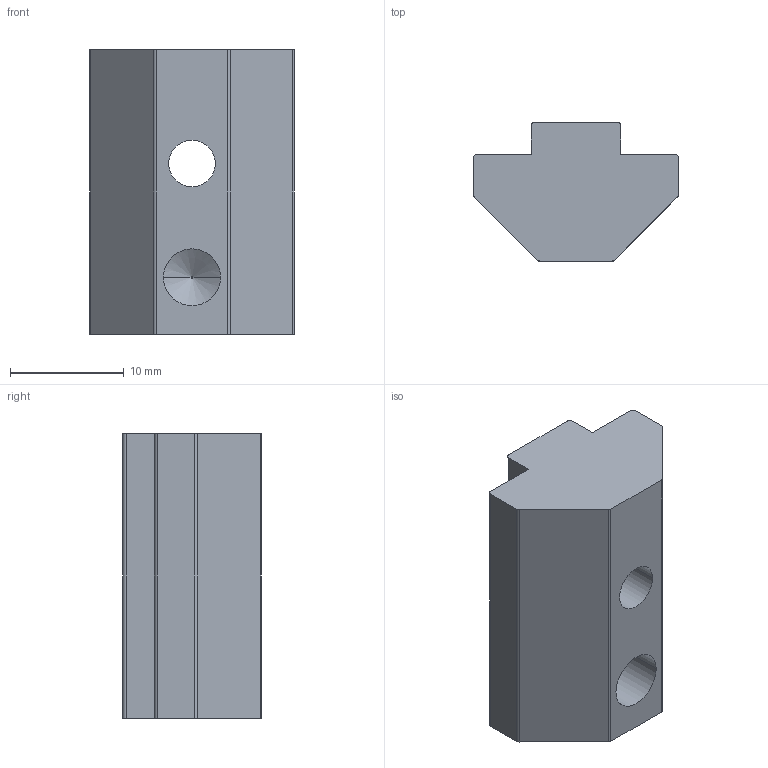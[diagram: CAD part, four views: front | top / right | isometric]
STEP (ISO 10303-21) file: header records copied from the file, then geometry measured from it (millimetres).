
FILE_DESCRIPTION (( 'STEP AP214' ), '1' );
FILE_NAME ('096455.STEP', '2014-08-18T09:47:09', ( '' ), ( '' ), 'SwSTEP 2.0', 'SolidWorks 2014', '' );
FILE_SCHEMA (( 'AUTOMOTIVE_DESIGN' ));
Length unit declared in the file: millimetre
Products named in the file (1): 096455
Bounding box: 18 x 12.2 x 25 mm (x, y, z)
Volume: 3672.8 mm3; surface area: 1873.4 mm2
Topology: 1 solids, 1 shells, 27 faces, 70 edges, 46 vertices
Faces by surface type: plane 13, cylinder 12, cone 2
Entity records: 872 total; most frequent: DIRECTION 152, CARTESIAN_POINT 144, ORIENTED_EDGE 140, EDGE_CURVE 70, AXIS2_PLACEMENT_3D 54, VERTEX_POINT 46, LINE 44, VECTOR 44
